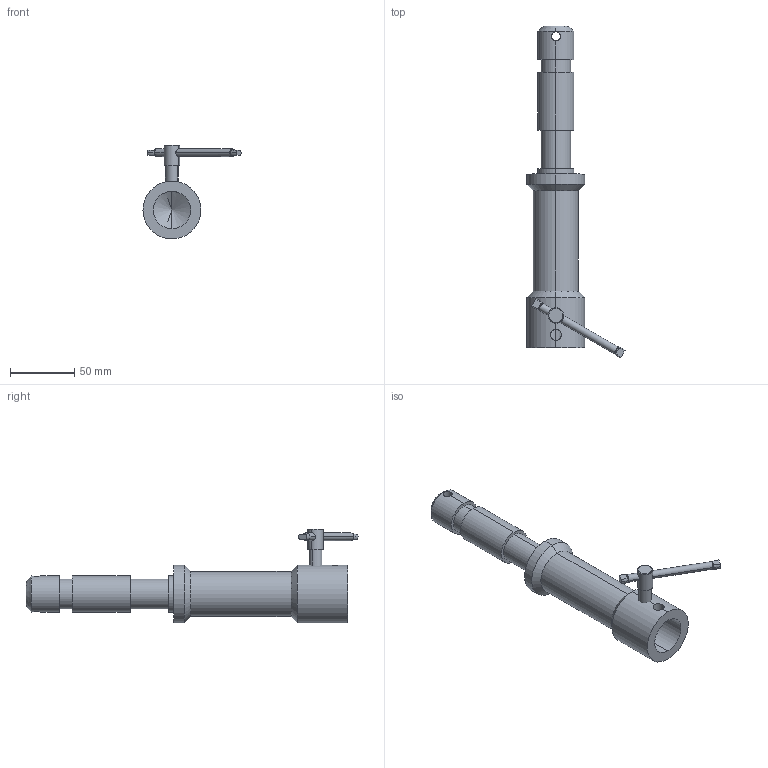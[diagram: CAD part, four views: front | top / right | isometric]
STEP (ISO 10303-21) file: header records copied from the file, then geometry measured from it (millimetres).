
FILE_DESCRIPTION (( 'STEP AP203' ), '1' );
FILE_NAME ('T44450.STEP', '2018-07-27T10:19:39', ( '' ), ( '' ), 'SwSTEP 2.0', 'SolidWorks 2016', '' );
FILE_SCHEMA (( 'CONFIG_CONTROL_DESIGN' ));
Length unit declared in the file: millimetre
Products named in the file (3): S0540; TH1211; T44450
Assembly tree (2 placements, depth 2):
  T44450
    TH1211
    S0540
Bounding box: 76.21 x 258.03 x 73 mm (x, y, z)
Volume: 141426.6 mm3; surface area: 44757.8 mm2
Topology: 1 solids, 2 shells, 78 faces, 214 edges, 131 vertices
Faces by surface type: cylinder 36, plane 16, torus 14, cone 12
Entity records: 3453 total; most frequent: CARTESIAN_POINT 1194, ORIENTED_EDGE 424, DIRECTION 402, EDGE_CURVE 212, AXIS2_PLACEMENT_3D 171, VERTEX_POINT 131, EDGE_LOOP 93, CIRCLE 88
